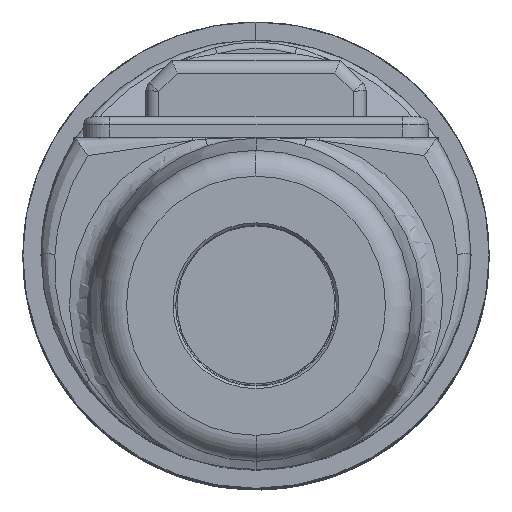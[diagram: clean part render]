
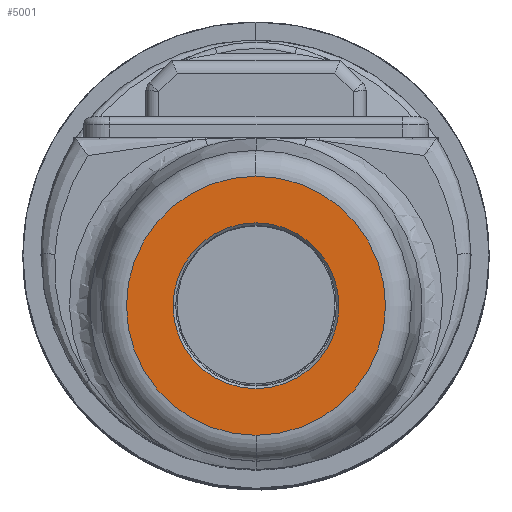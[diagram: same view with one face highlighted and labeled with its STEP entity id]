
A CAD part, top view. The second image highlights one B-rep face of the part: STEP entity #5001.
In plain terms, the highlighted planar face has unit normal (0, 0, 1).
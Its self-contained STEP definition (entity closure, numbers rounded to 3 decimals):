
#1641=CARTESIAN_POINT('',(0.,-2.,31.));
#1642=DIRECTION('',(0.,0.,-1.));
#1643=DIRECTION('',(0.,-1.,0.));
#1644=AXIS2_PLACEMENT_3D('',#1641,#1642,#1643);
#1656=CARTESIAN_POINT('',(0.,-2.,31.));
#1657=DIRECTION('',(0.,0.,-1.));
#1658=DIRECTION('',(0.,1.,0.));
#1659=AXIS2_PLACEMENT_3D('',#1656,#1657,#1658);
#1666=CARTESIAN_POINT('',(0.,-2.,31.));
#1667=DIRECTION('',(0.,0.,1.));
#1668=DIRECTION('',(1.,0.,0.));
#1669=AXIS2_PLACEMENT_3D('',#1666,#1667,#1668);
#1684=CARTESIAN_POINT('',(0.,-2.,31.));
#1685=DIRECTION('',(0.,0.,1.));
#1686=DIRECTION('',(-1.,0.,0.));
#1687=AXIS2_PLACEMENT_3D('',#1684,#1685,#1686);
#2232=CARTESIAN_POINT('',(0.,-7.,31.));
#2233=CARTESIAN_POINT('',(0.,3.,31.));
#2234=VERTEX_POINT('',#2232);
#2235=VERTEX_POINT('',#2233);
#2240=CARTESIAN_POINT('',(-3.2,-2.,31.));
#2241=CARTESIAN_POINT('',(3.2,-2.,31.));
#2242=VERTEX_POINT('',#2240);
#2243=VERTEX_POINT('',#2241);
#4986=CARTESIAN_POINT('',(0.,-2.,31.));
#4987=DIRECTION('',(0.,0.,1.));
#4988=DIRECTION('',(0.,1.,0.));
#4989=AXIS2_PLACEMENT_3D('',#4986,#4987,#4988);
#4990=PLANE('',#4989);
#4991=ORIENTED_EDGE('',*,*,#4953,.T.);
#4992=ORIENTED_EDGE('',*,*,#4968,.T.);
#4993=EDGE_LOOP('',(#4991,#4992));
#4994=FACE_OUTER_BOUND('',#4993,.F.);
#4996=ORIENTED_EDGE('',*,*,#4995,.T.);
#4998=ORIENTED_EDGE('',*,*,#4997,.T.);
#4999=EDGE_LOOP('',(#4996,#4998));
#5000=FACE_BOUND('',#4999,.F.);
#5001=ADVANCED_FACE('',(#4994,#5000),#4990,.T.);
#1645=CIRCLE('',#1644,5.);
#1660=CIRCLE('',#1659,5.);
#1670=CIRCLE('',#1669,3.2);
#1688=CIRCLE('',#1687,3.2);
#4953=EDGE_CURVE('',#2234,#2235,#1645,.T.);
#4968=EDGE_CURVE('',#2235,#2234,#1660,.T.);
#4995=EDGE_CURVE('',#2243,#2242,#1670,.T.);
#4997=EDGE_CURVE('',#2242,#2243,#1688,.T.);
